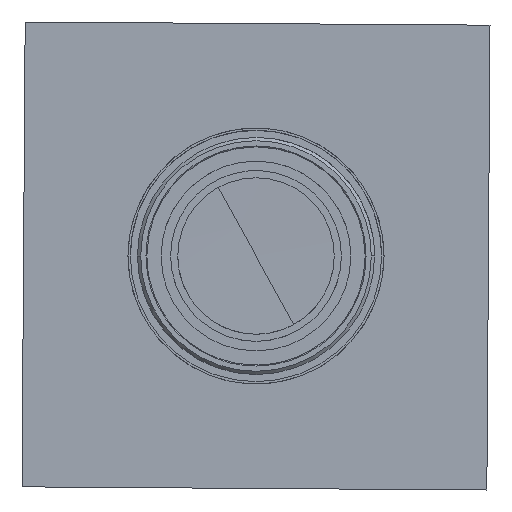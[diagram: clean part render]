
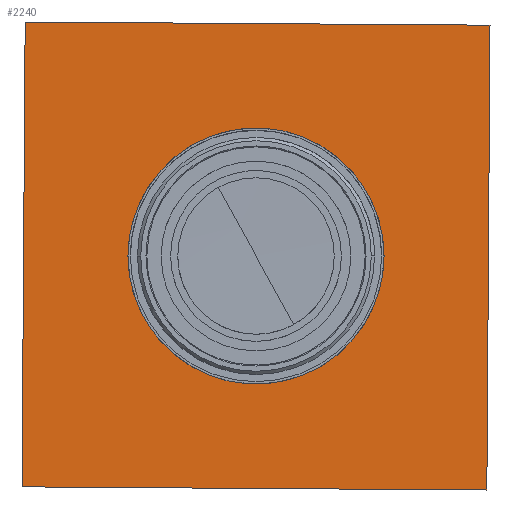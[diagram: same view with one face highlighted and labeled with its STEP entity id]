
A CAD part, front view. The second image highlights one B-rep face of the part: STEP entity #2240.
In plain terms, the highlighted planar face has unit normal (0, -1, 0).
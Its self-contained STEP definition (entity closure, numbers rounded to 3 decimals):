
#2141=CARTESIAN_POINT('Axis2P3D Location',(0.,48.167,0.)) ;
#2146=CARTESIAN_POINT('Line Origine',(0.332,48.167,48.999)) ;
#2150=CARTESIAN_POINT('Vertex',(-48.667,48.167,49.331)) ;
#2152=CARTESIAN_POINT('Vertex',(49.331,48.167,48.667)) ;
#2155=CARTESIAN_POINT('Line Origine',(-48.999,48.167,0.332)) ;
#2159=CARTESIAN_POINT('Vertex',(-49.331,48.167,-48.667)) ;
#2162=CARTESIAN_POINT('Line Origine',(-0.332,48.167,-48.999)) ;
#2166=CARTESIAN_POINT('Vertex',(48.667,48.167,-49.331)) ;
#2169=CARTESIAN_POINT('Line Origine',(48.999,48.167,-0.332)) ;
#2181=CARTESIAN_POINT('Control Point',(26.999,48.167,-0.183)) ;
#2182=CARTESIAN_POINT('Control Point',(27.017,48.167,2.362)) ;
#2183=CARTESIAN_POINT('Control Point',(26.734,48.167,4.91)) ;
#2184=CARTESIAN_POINT('Control Point',(26.151,48.167,7.413)) ;
#2185=CARTESIAN_POINT('Control Point',(24.406,48.167,12.233)) ;
#2186=CARTESIAN_POINT('Control Point',(21.588,48.167,16.515)) ;
#2187=CARTESIAN_POINT('Control Point',(19.932,48.167,18.48)) ;
#2188=CARTESIAN_POINT('Control Point',(16.189,48.167,21.982)) ;
#2189=CARTESIAN_POINT('Control Point',(11.734,48.167,24.518)) ;
#2190=CARTESIAN_POINT('Control Point',(9.366,48.167,25.517)) ;
#2191=CARTESIAN_POINT('Control Point',(4.44,48.167,26.936)) ;
#2192=CARTESIAN_POINT('Control Point',(-0.681,48.167,27.173)) ;
#2193=CARTESIAN_POINT('Control Point',(-3.244,48.167,26.987)) ;
#2194=CARTESIAN_POINT('Control Point',(-8.277,48.167,26.015)) ;
#2195=CARTESIAN_POINT('Control Point',(-12.946,48.167,23.9)) ;
#2196=CARTESIAN_POINT('Control Point',(-15.146,48.167,22.57)) ;
#2197=CARTESIAN_POINT('Control Point',(-19.189,48.167,19.419)) ;
#2198=CARTESIAN_POINT('Control Point',(-22.388,48.167,15.414)) ;
#2199=CARTESIAN_POINT('Control Point',(-23.744,48.167,13.23)) ;
#2200=CARTESIAN_POINT('Control Point',(-25.55,48.167,9.366)) ;
#2201=CARTESIAN_POINT('Control Point',(-26.568,48.167,5.24)) ;
#2202=CARTESIAN_POINT('Control Point',(-26.844,48.167,3.564)) ;
#2203=CARTESIAN_POINT('Control Point',(-26.988,48.167,1.874)) ;
#2204=CARTESIAN_POINT('Control Point',(-26.999,48.167,0.183)) ;
#2205=CARTESIAN_POINT('Vertex',(26.999,48.167,-0.183)) ;
#2207=CARTESIAN_POINT('Vertex',(-26.999,48.167,0.183)) ;
#2211=CARTESIAN_POINT('Control Point',(-26.999,48.167,0.183)) ;
#2212=CARTESIAN_POINT('Control Point',(-27.017,48.167,-2.362)) ;
#2213=CARTESIAN_POINT('Control Point',(-26.734,48.167,-4.91)) ;
#2214=CARTESIAN_POINT('Control Point',(-26.151,48.167,-7.413)) ;
#2215=CARTESIAN_POINT('Control Point',(-24.406,48.167,-12.233)) ;
#2216=CARTESIAN_POINT('Control Point',(-21.588,48.167,-16.515)) ;
#2217=CARTESIAN_POINT('Control Point',(-19.932,48.167,-18.48)) ;
#2218=CARTESIAN_POINT('Control Point',(-16.189,48.167,-21.982)) ;
#2219=CARTESIAN_POINT('Control Point',(-11.734,48.167,-24.518)) ;
#2220=CARTESIAN_POINT('Control Point',(-9.366,48.167,-25.517)) ;
#2221=CARTESIAN_POINT('Control Point',(-4.44,48.167,-26.936)) ;
#2222=CARTESIAN_POINT('Control Point',(0.681,48.167,-27.173)) ;
#2223=CARTESIAN_POINT('Control Point',(3.244,48.167,-26.987)) ;
#2224=CARTESIAN_POINT('Control Point',(8.277,48.167,-26.015)) ;
#2225=CARTESIAN_POINT('Control Point',(12.946,48.167,-23.9)) ;
#2226=CARTESIAN_POINT('Control Point',(15.146,48.167,-22.57)) ;
#2227=CARTESIAN_POINT('Control Point',(19.189,48.167,-19.419)) ;
#2228=CARTESIAN_POINT('Control Point',(22.388,48.167,-15.414)) ;
#2229=CARTESIAN_POINT('Control Point',(23.744,48.167,-13.23)) ;
#2230=CARTESIAN_POINT('Control Point',(25.55,48.167,-9.366)) ;
#2231=CARTESIAN_POINT('Control Point',(26.568,48.167,-5.24)) ;
#2232=CARTESIAN_POINT('Control Point',(26.844,48.167,-3.564)) ;
#2233=CARTESIAN_POINT('Control Point',(26.988,48.167,-1.874)) ;
#2234=CARTESIAN_POINT('Control Point',(26.999,48.167,-0.183)) ;
#2148=VECTOR('Line Direction',#2147,1.) ;
#2157=VECTOR('Line Direction',#2156,1.) ;
#2164=VECTOR('Line Direction',#2163,1.) ;
#2171=VECTOR('Line Direction',#2170,1.) ;
#2142=DIRECTION('Axis2P3D Direction',(0.,1.,0.)) ;
#2143=DIRECTION('Axis2P3D XDirection',(-1.,0.,0.007)) ;
#2147=DIRECTION('Vector Direction',(1.,0.,-0.007)) ;
#2156=DIRECTION('Vector Direction',(0.007,0.,1.)) ;
#2163=DIRECTION('Vector Direction',(-1.,0.,0.007)) ;
#2170=DIRECTION('Vector Direction',(-0.007,0.,-1.)) ;
#2144=AXIS2_PLACEMENT_3D('Plane Axis2P3D',#2141,#2142,#2143) ;
#2149=LINE('Line',#2146,#2148) ;
#2158=LINE('Line',#2155,#2157) ;
#2165=LINE('Line',#2162,#2164) ;
#2172=LINE('Line',#2169,#2171) ;
#2145=PLANE('',#2144) ;
#2239=FACE_BOUND('',#2236,.T.) ;
#2154=EDGE_CURVE('',#2151,#2153,#2149,.T.) ;
#2161=EDGE_CURVE('',#2160,#2151,#2158,.T.) ;
#2168=EDGE_CURVE('',#2167,#2160,#2165,.T.) ;
#2173=EDGE_CURVE('',#2153,#2167,#2172,.T.) ;
#2209=EDGE_CURVE('',#2206,#2208,#2180,.T.) ;
#2235=EDGE_CURVE('',#2208,#2206,#2210,.T.) ;
#2175=ORIENTED_EDGE('',*,*,#2154,.F.) ;
#2176=ORIENTED_EDGE('',*,*,#2161,.F.) ;
#2177=ORIENTED_EDGE('',*,*,#2168,.F.) ;
#2178=ORIENTED_EDGE('',*,*,#2173,.F.) ;
#2237=ORIENTED_EDGE('',*,*,#2209,.F.) ;
#2238=ORIENTED_EDGE('',*,*,#2235,.F.) ;
#2174=EDGE_LOOP('',(#2175,#2176,#2177,#2178)) ;
#2236=EDGE_LOOP('',(#2237,#2238)) ;
#2151=VERTEX_POINT('',#2150) ;
#2153=VERTEX_POINT('',#2152) ;
#2160=VERTEX_POINT('',#2159) ;
#2167=VERTEX_POINT('',#2166) ;
#2206=VERTEX_POINT('',#2205) ;
#2208=VERTEX_POINT('',#2207) ;
#2240=ADVANCED_FACE('E-PPI.49.1\\MANIFOLD_SOLID_BREP #224',(#2179,#2239),#2145,.F.) ;
#2180=B_SPLINE_CURVE_WITH_KNOTS('',5,(#2181,#2182,#2183,#2184,#2185,#2186,#2187,#2188,#2189,#2190,#2191,#2192,#2193,#2194,#2195,#2196,#2197,#2198,#2199,#2200,#2201,#2202,#2203,#2204),.UNSPECIFIED.,.F.,.U.,(6,3,3,3,3,3,3,6),(0.,18.039,36.077,54.116,72.155,90.194,108.232,120.217),.UNSPECIFIED.) ;
#2210=B_SPLINE_CURVE_WITH_KNOTS('',5,(#2211,#2212,#2213,#2214,#2215,#2216,#2217,#2218,#2219,#2220,#2221,#2222,#2223,#2224,#2225,#2226,#2227,#2228,#2229,#2230,#2231,#2232,#2233,#2234),.UNSPECIFIED.,.F.,.U.,(6,3,3,3,3,3,3,6),(0.,18.039,36.077,54.116,72.155,90.194,108.232,120.217),.UNSPECIFIED.) ;
#2179=FACE_OUTER_BOUND('',#2174,.T.) ;
